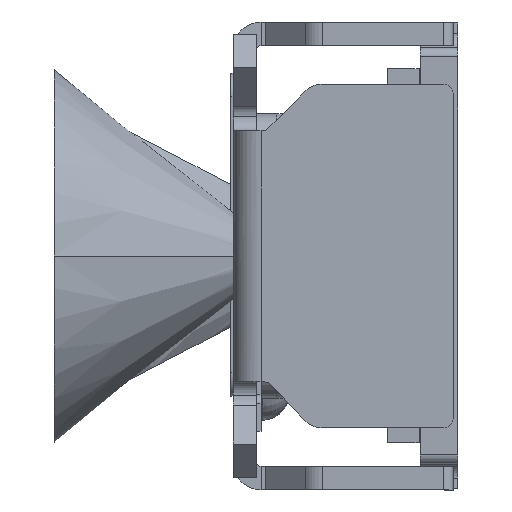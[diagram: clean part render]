
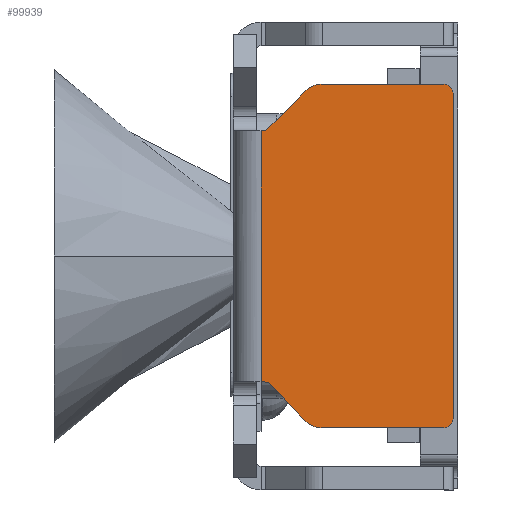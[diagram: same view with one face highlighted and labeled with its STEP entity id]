
A CAD part, left-side view. The second image highlights one B-rep face of the part: STEP entity #99939.
In plain terms, the highlighted planar face has unit normal (-1, 0, 0).
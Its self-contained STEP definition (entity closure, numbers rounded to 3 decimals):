
#17 = LINE ( 'NONE', #59479, #25513 ) ;
#3711 = VECTOR ( 'NONE', #36928, 1000. ) ;
#4959 = LINE ( 'NONE', #61022, #3711 ) ;
#5594 = CARTESIAN_POINT ( 'NONE',  ( -34.425, 2.7, -0.75 ) ) ;
#7275 = EDGE_CURVE ( 'NONE', #59320, #76103, #17280, .T. ) ;
#8076 = DIRECTION ( 'NONE',  ( 0., 0.1, -0.995 ) ) ;
#9218 = DIRECTION ( 'NONE',  ( 0., 0.707, 0.707 ) ) ;
#9932 = AXIS2_PLACEMENT_3D ( 'NONE', #75260, #81355, #66122 ) ;
#11593 = EDGE_CURVE ( 'NONE', #52622, #23481, #50898, .T. ) ;
#13164 = CARTESIAN_POINT ( 'NONE',  ( -34.425, -3.675, -1.907 ) ) ;
#13223 = LINE ( 'NONE', #20331, #87237 ) ;
#13654 = AXIS2_PLACEMENT_3D ( 'NONE', #31335, #63580, #16448 ) ;
#13756 = ORIENTED_EDGE ( 'NONE', *, *, #11593, .T. ) ;
#14202 = EDGE_CURVE ( 'NONE', #45464, #80766, #13223, .T. ) ;
#15826 = ORIENTED_EDGE ( 'NONE', *, *, #19656, .T. ) ;
#15979 = CARTESIAN_POINT ( 'NONE',  ( -34.425, -3.529, -1.554 ) ) ;
#16448 = DIRECTION ( 'NONE',  ( 0., 0., 1. ) ) ;
#17280 = CIRCLE ( 'NONE', #13654, 0.482 ) ;
#18452 = CIRCLE ( 'NONE', #92015, 0.2 ) ;
#18504 = CIRCLE ( 'NONE', #20583, 0.2 ) ;
#19594 = CARTESIAN_POINT ( 'NONE',  ( -34.425, -3.475, -4.5 ) ) ;
#19656 = EDGE_CURVE ( 'NONE', #80766, #19854, #18504, .T. ) ;
#19837 = CARTESIAN_POINT ( 'NONE',  ( -34.425, -2.675, -1.9 ) ) ;
#19854 = VERTEX_POINT ( 'NONE', #83702 ) ;
#20331 = CARTESIAN_POINT ( 'NONE',  ( -34.425, 3.193, -4.7 ) ) ;
#20583 = AXIS2_PLACEMENT_3D ( 'NONE', #19594, #73917, #58637 ) ;
#22954 = VECTOR ( 'NONE', #8076, 1000. ) ;
#23481 = VERTEX_POINT ( 'NONE', #5594 ) ;
#24388 = DIRECTION ( 'NONE',  ( -1., 0., 0. ) ) ;
#25513 = VECTOR ( 'NONE', #66957, 1000. ) ;
#27138 = FACE_OUTER_BOUND ( 'NONE', #99623, .T. ) ;
#28678 = ORIENTED_EDGE ( 'NONE', *, *, #7275, .T. ) ;
#29796 = CARTESIAN_POINT ( 'NONE',  ( -34.425, 2.819, -1.937 ) ) ;
#29831 = DIRECTION ( 'NONE',  ( -1., 0., 0. ) ) ;
#30408 = ORIENTED_EDGE ( 'NONE', *, *, #41620, .T. ) ;
#30758 = ORIENTED_EDGE ( 'NONE', *, *, #89260, .T. ) ;
#31335 = CARTESIAN_POINT ( 'NONE',  ( -34.425, 3.193, -1.9 ) ) ;
#32544 = DIRECTION ( 'NONE',  ( 0., 0., 1. ) ) ;
#33019 = ORIENTED_EDGE ( 'NONE', *, *, #46690, .T. ) ;
#34614 = DIRECTION ( 'NONE',  ( 0., 0., -1. ) ) ;
#34697 = VECTOR ( 'NONE', #34614, 1000. ) ;
#35707 = VERTEX_POINT ( 'NONE', #46214 ) ;
#36140 = DIRECTION ( 'NONE',  ( 0., 0., 1. ) ) ;
#36928 = DIRECTION ( 'NONE',  ( 0., 1., 0. ) ) ;
#38630 = EDGE_CURVE ( 'NONE', #53192, #70521, #73042, .T. ) ;
#41620 = EDGE_CURVE ( 'NONE', #23481, #59320, #62464, .T. ) ;
#42086 = ORIENTED_EDGE ( 'NONE', *, *, #38630, .T. ) ;
#45464 = VERTEX_POINT ( 'NONE', #67462 ) ;
#46214 = CARTESIAN_POINT ( 'NONE',  ( -34.425, -2.675, -0.7 ) ) ;
#46690 = EDGE_CURVE ( 'NONE', #35707, #68019, #95720, .T. ) ;
#48732 = CARTESIAN_POINT ( 'NONE',  ( -34.425, 3.529, -1.554 ) ) ;
#50445 = LINE ( 'NONE', #72649, #34697 ) ;
#50898 = LINE ( 'NONE', #29796, #22954 ) ;
#51939 = VECTOR ( 'NONE', #36140, 1000. ) ;
#52622 = VERTEX_POINT ( 'NONE', #98073 ) ;
#53192 = VERTEX_POINT ( 'NONE', #13164 ) ;
#54103 = ORIENTED_EDGE ( 'NONE', *, *, #100770, .T. ) ;
#54353 = CARTESIAN_POINT ( 'NONE',  ( -34.425, -0.341, 1.634 ) ) ;
#56008 = ORIENTED_EDGE ( 'NONE', *, *, #83614, .T. ) ;
#58637 = DIRECTION ( 'NONE',  ( 0., 0., 1. ) ) ;
#59320 = VERTEX_POINT ( 'NONE', #99609 ) ;
#59479 = CARTESIAN_POINT ( 'NONE',  ( -34.425, -3.675, -1.9 ) ) ;
#61022 = CARTESIAN_POINT ( 'NONE',  ( -34.425, 3.193, -0.6 ) ) ;
#62464 = LINE ( 'NONE', #48732, #86712 ) ;
#63580 = DIRECTION ( 'NONE',  ( -1., 0., 0. ) ) ;
#64428 = VERTEX_POINT ( 'NONE', #69835 ) ;
#65483 = CARTESIAN_POINT ( 'NONE',  ( -34.425, 3.193, -1.9 ) ) ;
#66122 = DIRECTION ( 'NONE',  ( 0., 0., 1. ) ) ;
#66957 = DIRECTION ( 'NONE',  ( 0., 0., 1. ) ) ;
#67462 = CARTESIAN_POINT ( 'NONE',  ( -34.425, 3.475, -4.7 ) ) ;
#68019 = VERTEX_POINT ( 'NONE', #97932 ) ;
#69172 = ORIENTED_EDGE ( 'NONE', *, *, #14202, .T. ) ;
#69635 = EDGE_CURVE ( 'NONE', #19854, #53192, #17, .T. ) ;
#69724 = VECTOR ( 'NONE', #9218, 1000. ) ;
#69835 = CARTESIAN_POINT ( 'NONE',  ( -34.425, 3.675, -4.5 ) ) ;
#70521 = VERTEX_POINT ( 'NONE', #15979 ) ;
#71253 = PLANE ( 'NONE',  #88886 ) ;
#71879 = ORIENTED_EDGE ( 'NONE', *, *, #69635, .T. ) ;
#72649 = CARTESIAN_POINT ( 'NONE',  ( -34.425, 3.675, -1.9 ) ) ;
#73042 = CIRCLE ( 'NONE', #9932, 0.5 ) ;
#73917 = DIRECTION ( 'NONE',  ( -1., 0., 0. ) ) ;
#75260 = CARTESIAN_POINT ( 'NONE',  ( -34.425, -3.175, -1.907 ) ) ;
#75274 = EDGE_CURVE ( 'NONE', #76103, #64428, #50445, .T. ) ;
#76103 = VERTEX_POINT ( 'NONE', #96540 ) ;
#76965 = CARTESIAN_POINT ( 'NONE',  ( -34.425, -3.475, -4.7 ) ) ;
#80766 = VERTEX_POINT ( 'NONE', #76965 ) ;
#81355 = DIRECTION ( 'NONE',  ( -1., 0., 0. ) ) ;
#83294 = ORIENTED_EDGE ( 'NONE', *, *, #75274, .T. ) ;
#83614 = EDGE_CURVE ( 'NONE', #70521, #35707, #93981, .T. ) ;
#83702 = CARTESIAN_POINT ( 'NONE',  ( -34.425, -3.675, -4.5 ) ) ;
#84129 = DIRECTION ( 'NONE',  ( 0., 0., 1. ) ) ;
#86712 = VECTOR ( 'NONE', #87113, 1000. ) ;
#87113 = DIRECTION ( 'NONE',  ( 0., 0.718, -0.696 ) ) ;
#87237 = VECTOR ( 'NONE', #89895, 1000. ) ;
#88886 = AXIS2_PLACEMENT_3D ( 'NONE', #65483, #24388, #32544 ) ;
#89260 = EDGE_CURVE ( 'NONE', #64428, #45464, #18452, .T. ) ;
#89895 = DIRECTION ( 'NONE',  ( 0., -1., 0. ) ) ;
#92015 = AXIS2_PLACEMENT_3D ( 'NONE', #99412, #29831, #84129 ) ;
#93981 = LINE ( 'NONE', #54353, #69724 ) ;
#95720 = LINE ( 'NONE', #19837, #51939 ) ;
#96540 = CARTESIAN_POINT ( 'NONE',  ( -34.425, 3.675, -1.907 ) ) ;
#97932 = CARTESIAN_POINT ( 'NONE',  ( -34.425, -2.675, -0.6 ) ) ;
#98073 = CARTESIAN_POINT ( 'NONE',  ( -34.425, 2.685, -0.6 ) ) ;
#99412 = CARTESIAN_POINT ( 'NONE',  ( -34.425, 3.475, -4.5 ) ) ;
#99609 = CARTESIAN_POINT ( 'NONE',  ( -34.425, 3.529, -1.554 ) ) ;
#99623 = EDGE_LOOP ( 'NONE', ( #33019, #54103, #13756, #30408, #28678, #83294, #30758, #69172, #15826, #71879, #42086, #56008 ) ) ;
#99939 = ADVANCED_FACE ( 'NONE', ( #27138 ), #71253, .T. ) ;
#100770 = EDGE_CURVE ( 'NONE', #68019, #52622, #4959, .T. ) ;
